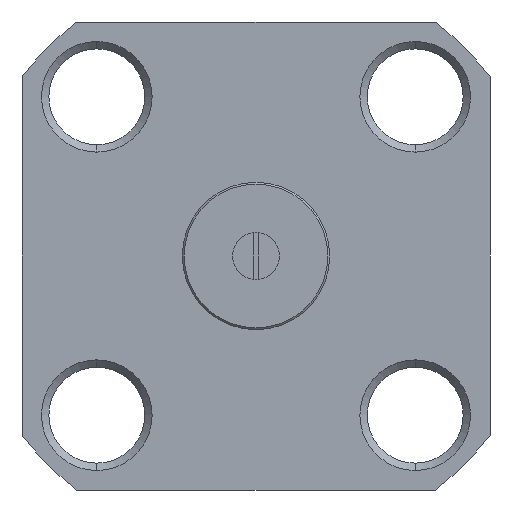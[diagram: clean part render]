
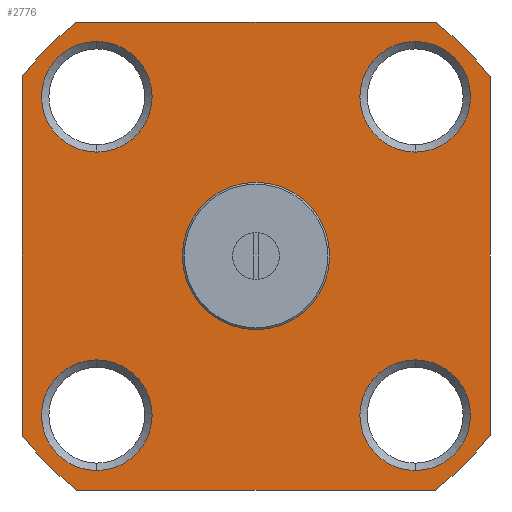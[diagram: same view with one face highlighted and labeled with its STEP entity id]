
A CAD part, left-side view. The second image highlights one B-rep face of the part: STEP entity #2776.
In plain terms, the highlighted planar face has unit normal (-1, 0, 0).
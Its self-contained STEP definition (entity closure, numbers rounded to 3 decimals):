
#1=CARTESIAN_POINT('',(0.,0.,0.));
#2=DIRECTION('',(1.,0.,0.));
#3=DIRECTION('',(0.,-0.608,0.794));
#4=AXIS2_PLACEMENT_3D('',#1,#2,#3);
#6=DIRECTION('',(0.,0.,-1.));
#7=VECTOR('',#6,9.735);
#8=CARTESIAN_POINT('',(0.,-6.35,4.868));
#9=LINE('',#8,#7);
#10=CARTESIAN_POINT('',(0.,0.,0.));
#11=DIRECTION('',(1.,0.,0.));
#12=DIRECTION('',(0.,-0.794,-0.608));
#13=AXIS2_PLACEMENT_3D('',#10,#11,#12);
#15=DIRECTION('',(0.,1.,0.));
#16=VECTOR('',#15,9.735);
#17=CARTESIAN_POINT('',(0.,-4.868,-6.35));
#18=LINE('',#17,#16);
#19=CARTESIAN_POINT('',(0.,0.,0.));
#20=DIRECTION('',(1.,0.,0.));
#21=DIRECTION('',(0.,0.608,-0.794));
#22=AXIS2_PLACEMENT_3D('',#19,#20,#21);
#24=DIRECTION('',(0.,0.,1.));
#25=VECTOR('',#24,9.735);
#26=CARTESIAN_POINT('',(0.,6.35,-4.868));
#27=LINE('',#26,#25);
#28=CARTESIAN_POINT('',(0.,0.,0.));
#29=DIRECTION('',(1.,0.,0.));
#30=DIRECTION('',(0.,0.794,0.608));
#31=AXIS2_PLACEMENT_3D('',#28,#29,#30);
#33=DIRECTION('',(0.,-1.,0.));
#34=VECTOR('',#33,9.735);
#35=CARTESIAN_POINT('',(0.,4.868,6.35));
#36=LINE('',#35,#34);
#37=CARTESIAN_POINT('',(0.,0.,0.));
#38=DIRECTION('',(1.,0.,0.));
#39=DIRECTION('',(0.,1.,0.));
#40=AXIS2_PLACEMENT_3D('',#37,#38,#39);
#42=CARTESIAN_POINT('',(0.,0.,0.));
#43=DIRECTION('',(1.,0.,0.));
#44=DIRECTION('',(0.,-1.,0.));
#45=AXIS2_PLACEMENT_3D('',#42,#43,#44);
#2167=CARTESIAN_POINT('',(0.,4.321,4.321));
#2168=DIRECTION('',(1.,0.,0.));
#2169=DIRECTION('',(0.,0.,-1.));
#2170=AXIS2_PLACEMENT_3D('',#2167,#2168,#2169);
#2185=CARTESIAN_POINT('',(0.,4.321,4.321));
#2186=DIRECTION('',(1.,0.,0.));
#2187=DIRECTION('',(0.,0.,1.));
#2188=AXIS2_PLACEMENT_3D('',#2185,#2186,#2187);
#2221=CARTESIAN_POINT('',(0.,4.321,-4.321));
#2222=DIRECTION('',(1.,0.,0.));
#2223=DIRECTION('',(0.,0.,-1.));
#2224=AXIS2_PLACEMENT_3D('',#2221,#2222,#2223);
#2239=CARTESIAN_POINT('',(0.,4.321,-4.321));
#2240=DIRECTION('',(1.,0.,0.));
#2241=DIRECTION('',(0.,0.,1.));
#2242=AXIS2_PLACEMENT_3D('',#2239,#2240,#2241);
#2275=CARTESIAN_POINT('',(0.,-4.321,-4.321));
#2276=DIRECTION('',(1.,0.,0.));
#2277=DIRECTION('',(0.,0.,-1.));
#2278=AXIS2_PLACEMENT_3D('',#2275,#2276,#2277);
#2285=CARTESIAN_POINT('',(0.,-4.321,-4.321));
#2286=DIRECTION('',(1.,0.,0.));
#2287=DIRECTION('',(0.,0.,1.));
#2288=AXIS2_PLACEMENT_3D('',#2285,#2286,#2287);
#2329=CARTESIAN_POINT('',(0.,-4.321,4.321));
#2330=DIRECTION('',(1.,0.,0.));
#2331=DIRECTION('',(0.,0.,-1.));
#2332=AXIS2_PLACEMENT_3D('',#2329,#2330,#2331);
#2347=CARTESIAN_POINT('',(0.,-4.321,4.321));
#2348=DIRECTION('',(1.,0.,0.));
#2349=DIRECTION('',(0.,0.,1.));
#2350=AXIS2_PLACEMENT_3D('',#2347,#2348,#2349);
#2463=CARTESIAN_POINT('',(0.,-4.868,6.35));
#2464=CARTESIAN_POINT('',(0.,-6.35,4.868));
#2465=VERTEX_POINT('',#2463);
#2466=VERTEX_POINT('',#2464);
#2467=CARTESIAN_POINT('',(0.,-6.35,-4.868));
#2468=CARTESIAN_POINT('',(0.,-4.868,-6.35));
#2469=VERTEX_POINT('',#2467);
#2470=VERTEX_POINT('',#2468);
#2471=CARTESIAN_POINT('',(0.,4.868,-6.35));
#2472=CARTESIAN_POINT('',(0.,6.35,-4.868));
#2473=VERTEX_POINT('',#2471);
#2474=VERTEX_POINT('',#2472);
#2475=CARTESIAN_POINT('',(0.,6.35,4.868));
#2476=CARTESIAN_POINT('',(0.,4.868,6.35));
#2477=VERTEX_POINT('',#2475);
#2478=VERTEX_POINT('',#2476);
#2523=CARTESIAN_POINT('',(0.,4.321,-2.819));
#2524=CARTESIAN_POINT('',(0.,4.321,-5.822));
#2525=VERTEX_POINT('',#2523);
#2526=VERTEX_POINT('',#2524);
#2531=CARTESIAN_POINT('',(0.,-4.321,-5.822));
#2532=CARTESIAN_POINT('',(0.,-4.321,-2.819));
#2533=VERTEX_POINT('',#2531);
#2534=VERTEX_POINT('',#2532);
#2539=CARTESIAN_POINT('',(0.,-4.321,5.822));
#2540=CARTESIAN_POINT('',(0.,-4.321,2.819));
#2541=VERTEX_POINT('',#2539);
#2542=VERTEX_POINT('',#2540);
#2547=CARTESIAN_POINT('',(0.,4.321,5.822));
#2548=CARTESIAN_POINT('',(0.,4.321,2.819));
#2549=VERTEX_POINT('',#2547);
#2550=VERTEX_POINT('',#2548);
#2649=CARTESIAN_POINT('',(0.,2.,0.));
#2650=CARTESIAN_POINT('',(0.,-2.,0.));
#2651=VERTEX_POINT('',#2649);
#2652=VERTEX_POINT('',#2650);
#2723=CARTESIAN_POINT('',(0.,0.,0.));
#2724=DIRECTION('',(1.,0.,0.));
#2725=DIRECTION('',(0.,0.,-1.));
#2726=AXIS2_PLACEMENT_3D('',#2723,#2724,#2725);
#2727=PLANE('',#2726);
#2729=ORIENTED_EDGE('',*,*,#2728,.T.);
#2731=ORIENTED_EDGE('',*,*,#2730,.T.);
#2733=ORIENTED_EDGE('',*,*,#2732,.T.);
#2735=ORIENTED_EDGE('',*,*,#2734,.T.);
#2737=ORIENTED_EDGE('',*,*,#2736,.T.);
#2739=ORIENTED_EDGE('',*,*,#2738,.T.);
#2741=ORIENTED_EDGE('',*,*,#2740,.T.);
#2743=ORIENTED_EDGE('',*,*,#2742,.T.);
#2744=EDGE_LOOP('',(#2729,#2731,#2733,#2735,#2737,#2739,#2741,#2743));
#2745=FACE_OUTER_BOUND('',#2744,.F.);
#2747=ORIENTED_EDGE('',*,*,#2746,.F.);
#2749=ORIENTED_EDGE('',*,*,#2748,.F.);
#2750=EDGE_LOOP('',(#2747,#2749));
#2751=FACE_BOUND('',#2750,.F.);
#2753=ORIENTED_EDGE('',*,*,#2752,.F.);
#2755=ORIENTED_EDGE('',*,*,#2754,.F.);
#2756=EDGE_LOOP('',(#2753,#2755));
#2757=FACE_BOUND('',#2756,.F.);
#2759=ORIENTED_EDGE('',*,*,#2758,.F.);
#2761=ORIENTED_EDGE('',*,*,#2760,.F.);
#2762=EDGE_LOOP('',(#2759,#2761));
#2763=FACE_BOUND('',#2762,.F.);
#2765=ORIENTED_EDGE('',*,*,#2764,.F.);
#2767=ORIENTED_EDGE('',*,*,#2766,.F.);
#2768=EDGE_LOOP('',(#2765,#2767));
#2769=FACE_BOUND('',#2768,.F.);
#2771=ORIENTED_EDGE('',*,*,#2770,.F.);
#2773=ORIENTED_EDGE('',*,*,#2772,.F.);
#2774=EDGE_LOOP('',(#2771,#2773));
#2775=FACE_BOUND('',#2774,.F.);
#2776=ADVANCED_FACE('',(#2745,#2751,#2757,#2763,#2769,#2775),#2727,.F.);
#5=CIRCLE('',#4,8.001);
#14=CIRCLE('',#13,8.001);
#23=CIRCLE('',#22,8.001);
#32=CIRCLE('',#31,8.001);
#41=CIRCLE('',#40,2.);
#46=CIRCLE('',#45,2.);
#2171=CIRCLE('',#2170,1.501);
#2189=CIRCLE('',#2188,1.501);
#2225=CIRCLE('',#2224,1.501);
#2243=CIRCLE('',#2242,1.501);
#2279=CIRCLE('',#2278,1.501);
#2289=CIRCLE('',#2288,1.501);
#2333=CIRCLE('',#2332,1.501);
#2351=CIRCLE('',#2350,1.501);
#2728=EDGE_CURVE('',#2465,#2466,#5,.T.);
#2730=EDGE_CURVE('',#2466,#2469,#9,.T.);
#2732=EDGE_CURVE('',#2469,#2470,#14,.T.);
#2734=EDGE_CURVE('',#2470,#2473,#18,.T.);
#2736=EDGE_CURVE('',#2473,#2474,#23,.T.);
#2738=EDGE_CURVE('',#2474,#2477,#27,.T.);
#2740=EDGE_CURVE('',#2477,#2478,#32,.T.);
#2742=EDGE_CURVE('',#2478,#2465,#36,.T.);
#2746=EDGE_CURVE('',#2550,#2549,#2171,.T.);
#2748=EDGE_CURVE('',#2549,#2550,#2189,.T.);
#2752=EDGE_CURVE('',#2526,#2525,#2225,.T.);
#2754=EDGE_CURVE('',#2525,#2526,#2243,.T.);
#2758=EDGE_CURVE('',#2533,#2534,#2279,.T.);
#2760=EDGE_CURVE('',#2534,#2533,#2289,.T.);
#2764=EDGE_CURVE('',#2542,#2541,#2333,.T.);
#2766=EDGE_CURVE('',#2541,#2542,#2351,.T.);
#2770=EDGE_CURVE('',#2651,#2652,#41,.T.);
#2772=EDGE_CURVE('',#2652,#2651,#46,.T.);
